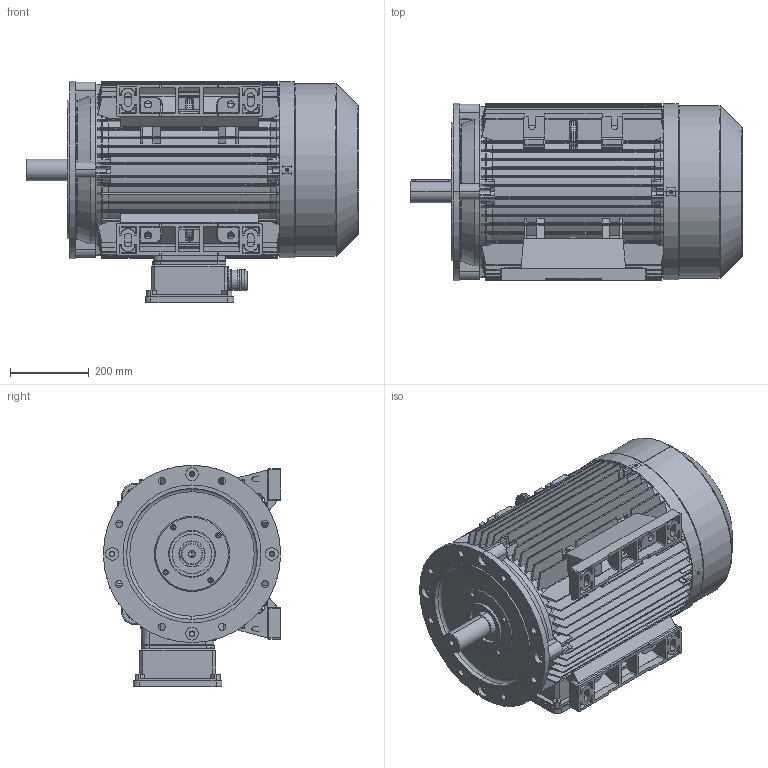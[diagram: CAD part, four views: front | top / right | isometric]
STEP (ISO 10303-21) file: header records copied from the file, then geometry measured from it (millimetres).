
FILE_DESCRIPTION (( 'STEP AP214' ), '1' );
FILE_NAME ('FCAP225 M-B3 B5-IC411-2 POLES-TB LEFT.STEP', '2024-10-01T06:44:11', ( '' ), ( '' ), 'SwSTEP 2.0', 'SolidWorks 2024', '' );
FILE_SCHEMA (( 'AUTOMOTIVE_DESIGN' ));
Length unit declared in the file: millimetre
Products named in the file (16): Scatola morsetti 225T-250T; Scudo serie 225M con fori encoder; Tappo M50; FCAP225 M-B3 B5-IC411-2 POLES-TB LEFT; PRESSACAVO M50; Piede 225M; Carcassa 250T; Flangia FC225M - diam.450; Guarnizione scatola-motore 225-250T; Guarnizione scatola-coperchio 225T-250T; parallel_din_Parallel key A16 x 10 x 100 DIN 6885; Targhetta motore_LAMIERA ALLUMINIO; Copriventola C250T; Coprimorsettiera  225T-250T; Albero 225M serie 2POLI ventilato; Coperchio scatola morsetti 225T-250T
Assembly tree (16 placements, depth 3):
  FCAP225 M-B3 B5-IC411-2 POLES-TB LEFT
    Albero 225M serie 2POLI ventilato
    parallel_din_Parallel key A16 x 10 x 100 DIN 6885
    Scudo serie 225M con fori encoder
    Copriventola C250T
    Targhetta motore_LAMIERA ALLUMINIO
    Piede 225M  x2
    Carcassa 250T
    Coprimorsettiera  225T-250T
      Scatola morsetti 225T-250T
      Guarnizione scatola-coperchio 225T-250T
      Guarnizione scatola-motore 225-250T
      Coperchio scatola morsetti 225T-250T
      Tappo M50
      PRESSACAVO M50
    Flangia FC225M - diam.450
Bounding box: 842.5 x 450 x 562 mm (x, y, z)
Volume: 21842829.3 mm3; surface area: 5563046.8 mm2
Topology: 18 solids, 19 shells, 5908 faces, 16644 edges, 10737 vertices
Faces by surface type: plane 3465, cylinder 1347, torus 401, cone 350, bspline 293, sphere 52
Entity records: 202900 total; most frequent: CARTESIAN_POINT 58415, ORIENTED_EDGE 31602, DIRECTION 27279, EDGE_CURVE 15801, VECTOR 10521, LINE 10521, VERTEX_POINT 10279, AXIS2_PLACEMENT_3D 8379
